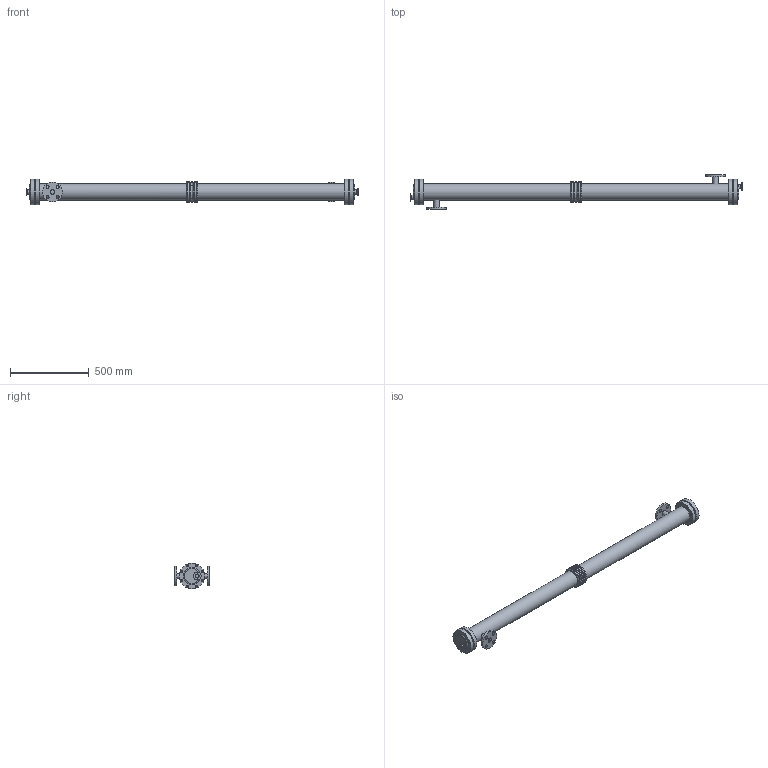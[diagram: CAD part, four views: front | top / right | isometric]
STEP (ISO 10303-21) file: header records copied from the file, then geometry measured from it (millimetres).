
FILE_DESCRIPTION(/* description */ (''),/* implementation_level */ '2;1');
FILE_NAME(/* name */ 'HEX06-40-25A-10.stp',/* time_stamp */ '2024-04-22T16:07:07+09:00',/* author */ ('autocad33'),/* organization */ (''),/* preprocessor_version */ 'ST-DEVELOPER v19.2',/* originating_system */ 'Autodesk Inventor 2023',/* authorisation */ '');
FILE_SCHEMA (('AUTOMOTIVE_DESIGN { 1 0 10303 214 3 1 1 }'));
Length unit declared in the file: millimetre
Products named in the file (1): HEX06-30元-04
Bounding box: 2102 x 220 x 161 mm (x, y, z)
Volume: 18244763.7 mm3; surface area: 946979.2 mm2
Topology: 1 solids, 1 shells, 121 faces, 258 edges, 171 vertices
Faces by surface type: cylinder 66, plane 33, torus 17, cone 5
Full cylindrical faces by diameter (mm): 14 x32, 19 x8, 23 x2, 25.4 x2, 28.4 x2, 34 x2, 50.5 x2, 100 x2, 101.6 x2, 120.5 x2, 125 x2, 127 x2, 161 x4
Entity records: 3785 total; most frequent: CARTESIAN_POINT 784, DIRECTION 672, ORIENTED_EDGE 516, AXIS2_PLACEMENT_3D 301, EDGE_CURVE 258, EDGE_LOOP 233, CIRCLE 179, VERTEX_POINT 171
